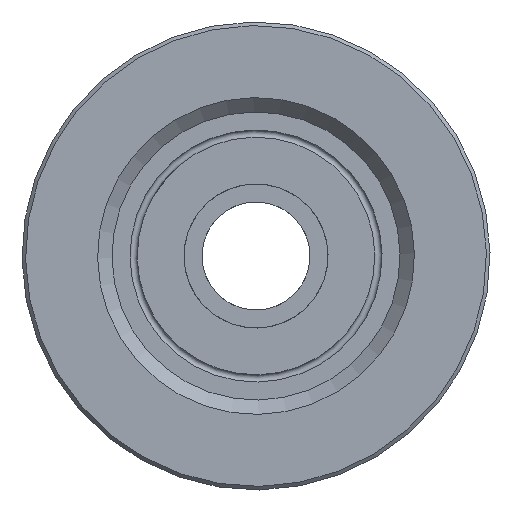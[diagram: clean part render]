
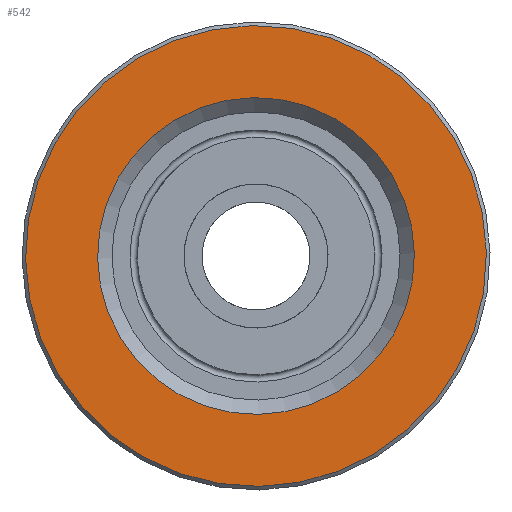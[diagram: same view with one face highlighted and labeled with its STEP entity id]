
A CAD part, front view. The second image highlights one B-rep face of the part: STEP entity #542.
In plain terms, the highlighted planar face has unit normal (0, -1, 0).
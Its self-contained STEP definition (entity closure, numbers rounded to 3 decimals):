
#22=FACE_BOUND('',#106,.T.);
#36=PLANE('',#633);
#66=FACE_OUTER_BOUND('',#105,.T.);
#105=EDGE_LOOP('',(#397));
#106=EDGE_LOOP('',(#398));
#182=CIRCLE('',#632,6.4);
#183=CIRCLE('',#634,4.4);
#242=VERTEX_POINT('',#957);
#243=VERTEX_POINT('',#961);
#302=EDGE_CURVE('',#242,#242,#182,.T.);
#303=EDGE_CURVE('',#243,#243,#183,.T.);
#397=ORIENTED_EDGE('',*,*,#302,.T.);
#398=ORIENTED_EDGE('',*,*,#303,.T.);
#542=ADVANCED_FACE('',(#66,#22),#36,.F.);
#632=AXIS2_PLACEMENT_3D('',#959,#762,#763);
#633=AXIS2_PLACEMENT_3D('',#960,#764,#765);
#634=AXIS2_PLACEMENT_3D('',#962,#766,#767);
#762=DIRECTION('center_axis',(0.,-1.,0.));
#763=DIRECTION('ref_axis',(0.776,0.,-0.63));
#764=DIRECTION('center_axis',(0.,1.,0.));
#765=DIRECTION('ref_axis',(0.776,0.,-0.63));
#766=DIRECTION('center_axis',(0.,1.,0.));
#767=DIRECTION('ref_axis',(-0.776,0.,0.63));
#957=CARTESIAN_POINT('',(-4.969,-4.25,4.034));
#959=CARTESIAN_POINT('Origin',(0.,-4.25,0.));
#960=CARTESIAN_POINT('Origin',(-2.521,-4.25,-3.105));
#961=CARTESIAN_POINT('',(3.416,-4.25,-2.773));
#962=CARTESIAN_POINT('Origin',(0.,-4.25,0.));
